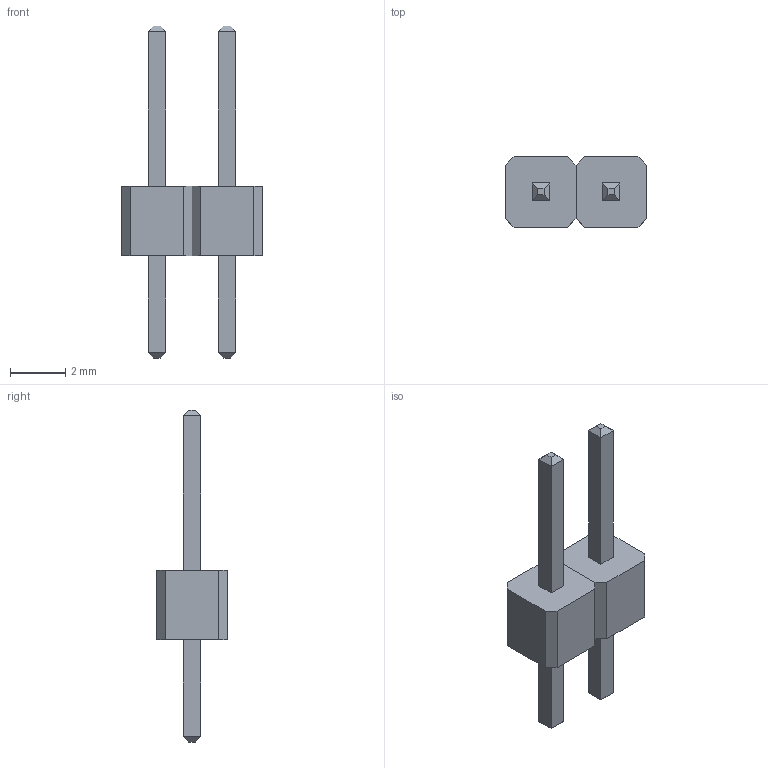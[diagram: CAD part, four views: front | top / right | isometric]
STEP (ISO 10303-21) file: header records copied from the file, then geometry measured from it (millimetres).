
FILE_DESCRIPTION(('FreeCAD Model'),'2;1');
FILE_NAME('BaretteBroche-M-M-2x1-2.54-00Deg.step','2016-12-05T10:31:51',('Daniel Sallin'),('Daniel-STP'), 'Open CASCADE STEP processor 6.8','FreeCAD','Unknown');
FILE_SCHEMA(('AUTOMOTIVE_DESIGN_CC2 { 1 2 10303 214 -1 1 5 4 }'));
Length unit declared in the file: millimetre
Products named in the file (2): ASSEMBLY; Array
Assembly tree (1 placements, depth 2):
  ASSEMBLY
    Array
Bounding box: 5.08 x 2.54 x 12 mm (x, y, z)
Volume: 38.7 mm3; surface area: 118.8 mm2
Topology: 2 solids, 2 shells, 56 faces, 128 edges, 80 vertices
Faces by surface type: plane 56
Entity records: 3202 total; most frequent: CARTESIAN_POINT 554, DIRECTION 468, LINE 352, VECTOR 352, ORIENTED_EDGE 256, PCURVE 256, DEFINITIONAL_REPRESENTATION 256, EDGE_CURVE 128
